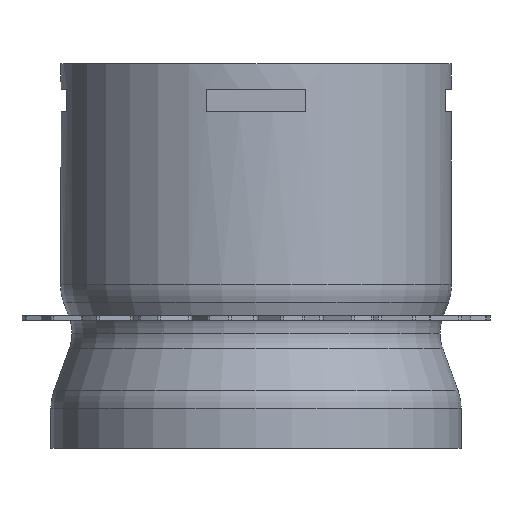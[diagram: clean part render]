
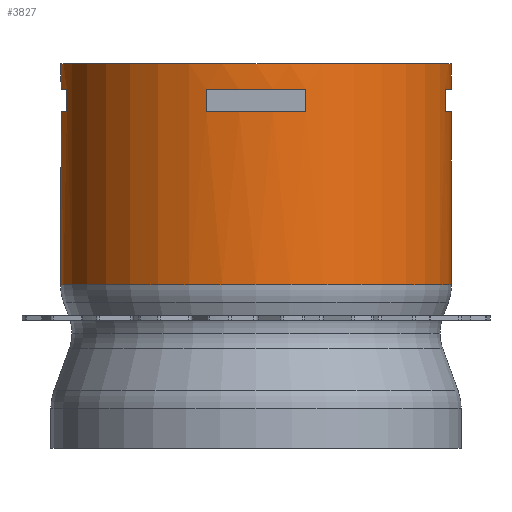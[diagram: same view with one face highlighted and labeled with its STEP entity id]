
A CAD part, front view. The second image highlights one B-rep face of the part: STEP entity #3827.
In plain terms, the highlighted cylindrical face has radius 610 mm (diameter 1220 mm), a full revolution.
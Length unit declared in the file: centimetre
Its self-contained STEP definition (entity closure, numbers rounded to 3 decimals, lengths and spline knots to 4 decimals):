
#33=FACE_BOUND('',#639,.T.);
#34=FACE_BOUND('',#640,.T.);
#35=FACE_BOUND('',#641,.T.);
#228=CYLINDRICAL_SURFACE('',#4272,61.);
#429=FACE_OUTER_BOUND('',#638,.T.);
#638=EDGE_LOOP('',(#3591,#3592,#3593,#3594,#3595,#3596,#3597,#3598,#3599,
#3600,#3601,#3602,#3603));
#639=EDGE_LOOP('',(#3604,#3605,#3606,#3607));
#640=EDGE_LOOP('',(#3608,#3609,#3610,#3611));
#641=EDGE_LOOP('',(#3612,#3613,#3614,#3615));
#933=LINE('',#6528,#1262);
#934=LINE('',#6529,#1263);
#939=LINE('',#6545,#1268);
#940=LINE('',#6546,#1269);
#945=LINE('',#6566,#1274);
#946=LINE('',#6567,#1275);
#951=LINE('',#6583,#1280);
#952=LINE('',#6584,#1281);
#971=LINE('',#6651,#1300);
#972=LINE('',#6653,#1301);
#1262=VECTOR('',#5346,1.);
#1263=VECTOR('',#5347,1.);
#1268=VECTOR('',#5362,1.);
#1269=VECTOR('',#5363,1.);
#1274=VECTOR('',#5382,1.);
#1275=VECTOR('',#5383,1.);
#1280=VECTOR('',#5398,1.);
#1281=VECTOR('',#5399,1.);
#1300=VECTOR('',#5480,61.);
#1301=VECTOR('',#5481,61.);
#1497=CIRCLE('',#4197,61.);
#1498=CIRCLE('',#4198,61.);
#1513=CIRCLE('',#4221,61.);
#1514=CIRCLE('',#4223,61.);
#1515=CIRCLE('',#4226,61.);
#1516=CIRCLE('',#4228,61.);
#1517=CIRCLE('',#4231,61.);
#1518=CIRCLE('',#4232,61.);
#1519=CIRCLE('',#4234,61.);
#1520=CIRCLE('',#4235,61.);
#1521=CIRCLE('',#4238,61.);
#1522=CIRCLE('',#4240,61.);
#1540=CIRCLE('',#4273,61.);
#1858=VERTEX_POINT('',#6474);
#1859=VERTEX_POINT('',#6476);
#1870=VERTEX_POINT('',#6514);
#1871=VERTEX_POINT('',#6515);
#1873=VERTEX_POINT('',#6521);
#1874=VERTEX_POINT('',#6522);
#1876=VERTEX_POINT('',#6531);
#1877=VERTEX_POINT('',#6532);
#1879=VERTEX_POINT('',#6538);
#1880=VERTEX_POINT('',#6539);
#1882=VERTEX_POINT('',#6548);
#1883=VERTEX_POINT('',#6549);
#1885=VERTEX_POINT('',#6553);
#1886=VERTEX_POINT('',#6557);
#1887=VERTEX_POINT('',#6558);
#1889=VERTEX_POINT('',#6562);
#1890=VERTEX_POINT('',#6569);
#1891=VERTEX_POINT('',#6570);
#1893=VERTEX_POINT('',#6576);
#1894=VERTEX_POINT('',#6577);
#1913=VERTEX_POINT('',#6652);
#2391=EDGE_CURVE('',#1858,#1859,#1497,.T.);
#2392=EDGE_CURVE('',#1859,#1858,#1498,.T.);
#2410=EDGE_CURVE('',#1870,#1871,#1513,.T.);
#2413=EDGE_CURVE('',#1873,#1874,#1514,.T.);
#2416=EDGE_CURVE('',#1874,#1870,#933,.T.);
#2417=EDGE_CURVE('',#1871,#1873,#934,.T.);
#2418=EDGE_CURVE('',#1876,#1877,#1515,.T.);
#2421=EDGE_CURVE('',#1879,#1880,#1516,.T.);
#2424=EDGE_CURVE('',#1880,#1876,#939,.T.);
#2425=EDGE_CURVE('',#1877,#1879,#940,.T.);
#2426=EDGE_CURVE('',#1882,#1883,#1517,.T.);
#2429=EDGE_CURVE('',#1883,#1885,#1518,.T.);
#2430=EDGE_CURVE('',#1886,#1887,#1519,.T.);
#2433=EDGE_CURVE('',#1887,#1889,#1520,.T.);
#2434=EDGE_CURVE('',#1889,#1882,#945,.T.);
#2435=EDGE_CURVE('',#1885,#1886,#946,.T.);
#2436=EDGE_CURVE('',#1890,#1891,#1521,.T.);
#2439=EDGE_CURVE('',#1893,#1894,#1522,.T.);
#2442=EDGE_CURVE('',#1894,#1890,#951,.T.);
#2443=EDGE_CURVE('',#1891,#1893,#952,.T.);
#2479=EDGE_CURVE('',#1859,#1883,#971,.T.);
#2480=EDGE_CURVE('',#1887,#1913,#972,.T.);
#2481=EDGE_CURVE('',#1913,#1913,#1540,.T.);
#3591=ORIENTED_EDGE('',*,*,#2391,.F.);
#3592=ORIENTED_EDGE('',*,*,#2392,.F.);
#3593=ORIENTED_EDGE('',*,*,#2479,.T.);
#3594=ORIENTED_EDGE('',*,*,#2429,.T.);
#3595=ORIENTED_EDGE('',*,*,#2435,.T.);
#3596=ORIENTED_EDGE('',*,*,#2430,.T.);
#3597=ORIENTED_EDGE('',*,*,#2480,.T.);
#3598=ORIENTED_EDGE('',*,*,#2481,.T.);
#3599=ORIENTED_EDGE('',*,*,#2480,.F.);
#3600=ORIENTED_EDGE('',*,*,#2433,.T.);
#3601=ORIENTED_EDGE('',*,*,#2434,.T.);
#3602=ORIENTED_EDGE('',*,*,#2426,.T.);
#3603=ORIENTED_EDGE('',*,*,#2479,.F.);
#3604=ORIENTED_EDGE('',*,*,#2413,.T.);
#3605=ORIENTED_EDGE('',*,*,#2416,.T.);
#3606=ORIENTED_EDGE('',*,*,#2410,.T.);
#3607=ORIENTED_EDGE('',*,*,#2417,.T.);
#3608=ORIENTED_EDGE('',*,*,#2421,.T.);
#3609=ORIENTED_EDGE('',*,*,#2424,.T.);
#3610=ORIENTED_EDGE('',*,*,#2418,.T.);
#3611=ORIENTED_EDGE('',*,*,#2425,.T.);
#3612=ORIENTED_EDGE('',*,*,#2439,.T.);
#3613=ORIENTED_EDGE('',*,*,#2442,.T.);
#3614=ORIENTED_EDGE('',*,*,#2436,.T.);
#3615=ORIENTED_EDGE('',*,*,#2443,.T.);
#3827=ADVANCED_FACE('',(#429,#33,#34,#35),#228,.T.);
#4197=AXIS2_PLACEMENT_3D('',#6477,#5283,#5284);
#4198=AXIS2_PLACEMENT_3D('',#6478,#5285,#5286);
#4221=AXIS2_PLACEMENT_3D('',#6516,#5334,#5335);
#4223=AXIS2_PLACEMENT_3D('',#6523,#5340,#5341);
#4226=AXIS2_PLACEMENT_3D('',#6533,#5350,#5351);
#4228=AXIS2_PLACEMENT_3D('',#6540,#5356,#5357);
#4231=AXIS2_PLACEMENT_3D('',#6550,#5366,#5367);
#4232=AXIS2_PLACEMENT_3D('',#6555,#5370,#5371);
#4234=AXIS2_PLACEMENT_3D('',#6559,#5374,#5375);
#4235=AXIS2_PLACEMENT_3D('',#6564,#5378,#5379);
#4238=AXIS2_PLACEMENT_3D('',#6571,#5386,#5387);
#4240=AXIS2_PLACEMENT_3D('',#6578,#5392,#5393);
#4272=AXIS2_PLACEMENT_3D('',#6650,#5478,#5479);
#4273=AXIS2_PLACEMENT_3D('',#6654,#5482,#5483);
#5283=DIRECTION('center_axis',(0.,0.,
-1.));
#5284=DIRECTION('ref_axis',(1.,0.,0.));
#5285=DIRECTION('center_axis',(0.,0.,
-1.));
#5286=DIRECTION('ref_axis',(1.,0.,0.));
#5334=DIRECTION('center_axis',(0.,0.,
-1.));
#5335=DIRECTION('ref_axis',(-1.,0.,0.));
#5340=DIRECTION('center_axis',(0.,0.,
1.));
#5341=DIRECTION('ref_axis',(-1.,0.,0.));
#5346=DIRECTION('',(0.,0.,-1.));
#5347=DIRECTION('',(0.,0.,1.));
#5350=DIRECTION('center_axis',(0.,0.,
-1.));
#5351=DIRECTION('ref_axis',(-1.,0.,0.));
#5356=DIRECTION('center_axis',(0.,0.,
1.));
#5357=DIRECTION('ref_axis',(-1.,0.,0.));
#5362=DIRECTION('',(0.,0.,-1.));
#5363=DIRECTION('',(0.,0.,1.));
#5366=DIRECTION('center_axis',(0.,0.,-1.));
#5367=DIRECTION('ref_axis',(-1.,0.,0.));
#5370=DIRECTION('center_axis',(0.,0.,-1.));
#5371=DIRECTION('ref_axis',(-1.,0.,0.));
#5374=DIRECTION('center_axis',(0.,0.,1.));
#5375=DIRECTION('ref_axis',(-1.,0.,0.));
#5378=DIRECTION('center_axis',(0.,0.,1.));
#5379=DIRECTION('ref_axis',(-1.,0.,0.));
#5382=DIRECTION('',(0.,0.,-1.));
#5383=DIRECTION('',(0.,0.,1.));
#5386=DIRECTION('center_axis',(0.,0.,
-1.));
#5387=DIRECTION('ref_axis',(-1.,0.,0.));
#5392=DIRECTION('center_axis',(0.,0.,
1.));
#5393=DIRECTION('ref_axis',(-1.,0.,0.));
#5398=DIRECTION('',(0.,0.,-1.));
#5399=DIRECTION('',(0.,0.,1.));
#5478=DIRECTION('center_axis',(0.,0.,-1.));
#5479=DIRECTION('ref_axis',(-1.,0.,0.));
#5480=DIRECTION('',(0.,0.,1.));
#5481=DIRECTION('',(0.,0.,1.));
#5482=DIRECTION('center_axis',(0.,0.,-1.));
#5483=DIRECTION('ref_axis',(-1.,0.,0.));
#6474=CARTESIAN_POINT('',(0.,-61.,51.0948));
#6476=CARTESIAN_POINT('',(61.,0.,51.0948));
#6477=CARTESIAN_POINT('Origin',(0.,0.,51.0948));
#6478=CARTESIAN_POINT('Origin',(0.,0.,51.0948));
#6514=CARTESIAN_POINT('',(-15.4919,59.,105.));
#6515=CARTESIAN_POINT('',(15.4919,59.,105.));
#6516=CARTESIAN_POINT('Origin',(0.,0.,
105.));
#6521=CARTESIAN_POINT('',(15.4919,59.,112.));
#6522=CARTESIAN_POINT('',(-15.4919,59.,112.));
#6523=CARTESIAN_POINT('Origin',(0.,0.,
112.));
#6528=CARTESIAN_POINT('',(-15.4919,59.,101.9428));
#6529=CARTESIAN_POINT('',(15.4919,59.,101.9428));
#6531=CARTESIAN_POINT('',(15.4919,-59.,105.));
#6532=CARTESIAN_POINT('',(-15.4919,-59.,105.));
#6533=CARTESIAN_POINT('Origin',(0.,0.,
105.));
#6538=CARTESIAN_POINT('',(-15.4919,-59.,112.));
#6539=CARTESIAN_POINT('',(15.4919,-59.,112.));
#6540=CARTESIAN_POINT('Origin',(0.,0.,
112.));
#6545=CARTESIAN_POINT('',(15.4919,-59.,101.9428));
#6546=CARTESIAN_POINT('',(-15.4919,-59.,101.9428));
#6548=CARTESIAN_POINT('',(59.,15.4919,105.));
#6549=CARTESIAN_POINT('',(61.,0.,105.));
#6550=CARTESIAN_POINT('Origin',(0.,0.,
105.));
#6553=CARTESIAN_POINT('',(59.,-15.4919,105.));
#6555=CARTESIAN_POINT('Origin',(0.,0.,
105.));
#6557=CARTESIAN_POINT('',(59.,-15.4919,112.));
#6558=CARTESIAN_POINT('',(61.,0.,112.));
#6559=CARTESIAN_POINT('Origin',(0.,0.,
112.));
#6562=CARTESIAN_POINT('',(59.,15.4919,112.));
#6564=CARTESIAN_POINT('Origin',(0.,0.,
112.));
#6566=CARTESIAN_POINT('',(59.,15.4919,101.9428));
#6567=CARTESIAN_POINT('',(59.,-15.4919,101.9428));
#6569=CARTESIAN_POINT('',(-59.,-15.4919,105.));
#6570=CARTESIAN_POINT('',(-59.,15.4919,105.));
#6571=CARTESIAN_POINT('Origin',(0.,0.,
105.));
#6576=CARTESIAN_POINT('',(-59.,15.4919,112.));
#6577=CARTESIAN_POINT('',(-59.,-15.4919,112.));
#6578=CARTESIAN_POINT('Origin',(0.,0.,
112.));
#6583=CARTESIAN_POINT('',(-59.,-15.4919,101.9428));
#6584=CARTESIAN_POINT('',(-59.,15.4919,101.9428));
#6650=CARTESIAN_POINT('Origin',(0.,0.,
101.9428));
#6651=CARTESIAN_POINT('',(61.,0.,101.9428));
#6652=CARTESIAN_POINT('',(61.,0.,120.));
#6653=CARTESIAN_POINT('',(61.,0.,101.9428));
#6654=CARTESIAN_POINT('Origin',(0.,0.,
120.));
